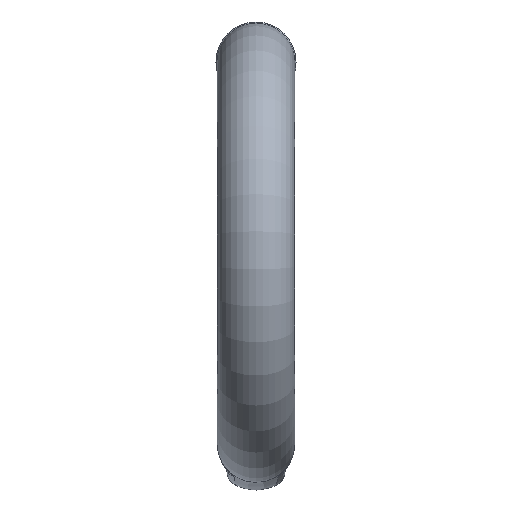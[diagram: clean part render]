
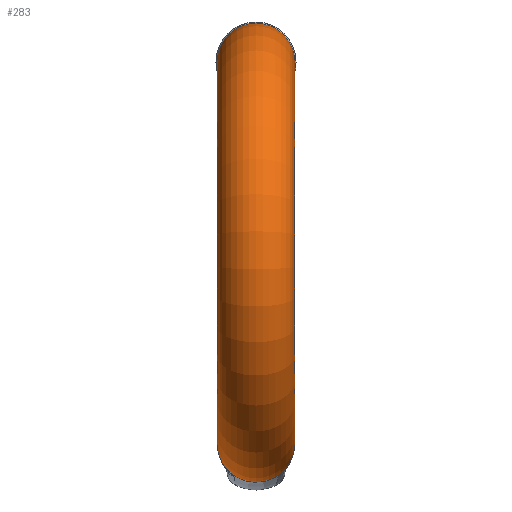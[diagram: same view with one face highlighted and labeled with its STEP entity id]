
A CAD part, top view. The second image highlights one B-rep face of the part: STEP entity #283.
In plain terms, the highlighted toroidal (fillet/blend) face has major radius 69 mm and minor radius 14 mm.
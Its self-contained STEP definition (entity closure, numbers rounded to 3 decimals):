
#97=TOROIDAL_SURFACE('',#2572,69.,14.);
#248=CIRCLE('',#2559,14.);
#250=CIRCLE('',#2565,14.);
#283=ADVANCED_FACE('',(#519,#520),#97,.T.);
#519=FACE_BOUND('',#559,.T.);
#520=FACE_BOUND('',#560,.T.);
#559=EDGE_LOOP('',(#1049));
#560=EDGE_LOOP('',(#1050));
#1049=ORIENTED_EDGE('',*,*,#1989,.T.);
#1050=ORIENTED_EDGE('',*,*,#1949,.F.);
#1715=VERTEX_POINT('',#3510);
#1749=VERTEX_POINT('',#4878);
#1949=EDGE_CURVE('',#1715,#1715,#248,.T.);
#1989=EDGE_CURVE('',#1749,#1749,#250,.T.);
#2559=AXIS2_PLACEMENT_3D('',#3509,#2736,#2737);
#2565=AXIS2_PLACEMENT_3D('',#4877,#2748,#2749);
#2572=AXIS2_PLACEMENT_3D('',#4888,#2762,#2763);
#2736=DIRECTION('',(0.,0.,-1.));
#2737=DIRECTION('',(0.,1.,0.));
#2748=DIRECTION('',(0.,0.,1.));
#2749=DIRECTION('',(0.,1.,0.));
#2762=DIRECTION('',(1.,0.,0.));
#2763=DIRECTION('',(0.,0.,-1.));
#3509=CARTESIAN_POINT('',(0.,-69.,45.));
#3510=CARTESIAN_POINT('',(0.,-55.,45.));
#4877=CARTESIAN_POINT('',(0.,69.,45.));
#4878=CARTESIAN_POINT('',(0.,83.,45.));
#4888=CARTESIAN_POINT('',(0.,0.,45.));
